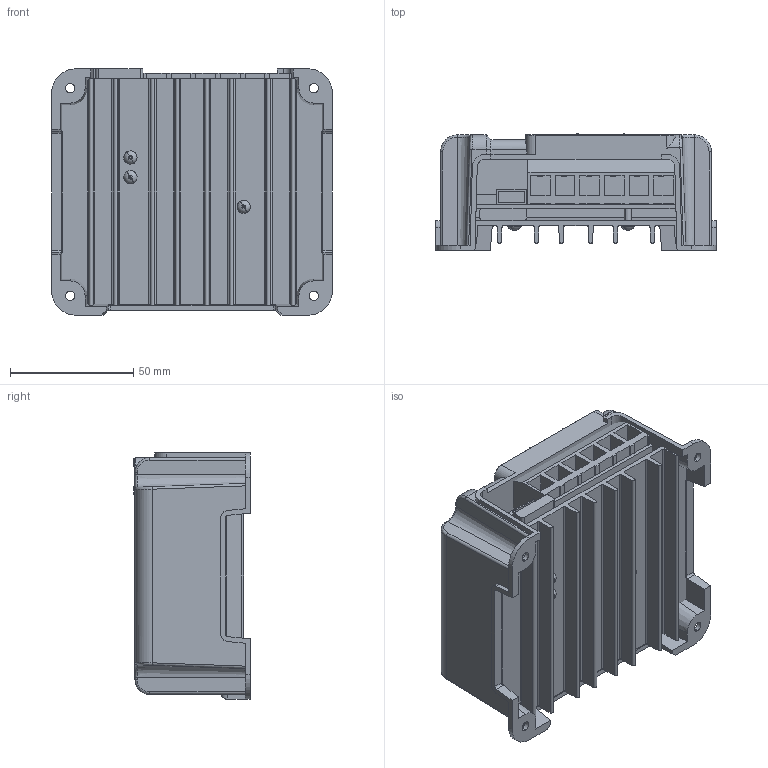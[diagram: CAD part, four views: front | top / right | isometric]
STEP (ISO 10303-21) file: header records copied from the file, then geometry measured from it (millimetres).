
FILE_DESCRIPTION (( 'STEP AP203' ), '1' );
FILE_NAME ('BlueSolar charge controller MPPT 100 - 15 Final.STEP', '2017-10-14T09:16:15', ( '' ), ( '' ), 'SwSTEP 2.0', 'SolidWorks 2012', '' );
FILE_SCHEMA (( 'CONFIG_CONTROL_DESIGN' ));
Length unit declared in the file: millimetre
Products named in the file (8): BlueSolar Terminal Black 6S; M2.5 x 6 Pan Head Screw; BlueSolar charge controller MPPT 100 - 15 Final; M2 x 8 Pan CHSD Screw; M3 x 8 Pan Head Screw; BlueSolar MPPT100-15 PCB; BlueSolar MPPT100-15 Heat Sink; BlueSolar MPPT100-15
Assembly tree (13 placements, depth 2):
  BlueSolar charge controller MPPT 100 - 15 Final
    BlueSolar MPPT100-15
    BlueSolar MPPT100-15 Heat Sink
    BlueSolar MPPT100-15 PCB
    BlueSolar Terminal Black 6S
    M2.5 x 6 Pan Head Screw
    M3 x 8 Pan Head Screw  x2
    M2 x 8 Pan CHSD Screw  x6
Bounding box: 114 x 47.3 x 100 mm (x, y, z)
Volume: 288982.8 mm3; surface area: 100504.7 mm2
Topology: 14 solids, 14 shells, 601 faces, 1581 edges, 1024 vertices
Faces by surface type: plane 360, cylinder 163, cone 47, torus 21, bspline 9, sphere 1
Entity records: 17361 total; most frequent: CARTESIAN_POINT 3370, ORIENTED_EDGE 2746, DIRECTION 2684, EDGE_CURVE 1373, LINE 926, VECTOR 926, VERTEX_POINT 890, AXIS2_PLACEMENT_3D 879
